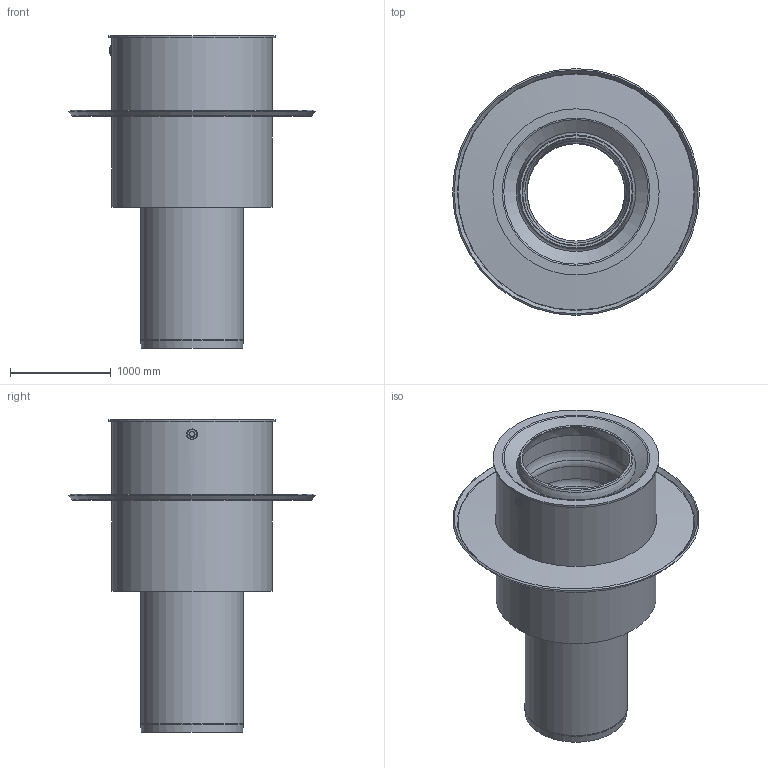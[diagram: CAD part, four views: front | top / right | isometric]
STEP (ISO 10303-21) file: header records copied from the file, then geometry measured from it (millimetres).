
FILE_DESCRIPTION(/* description */ (''),/* implementation_level */ '2;1');
FILE_NAME(/* name */ '19480.100X_3D.stp',/* time_stamp */ '2024-12-12T07:53:53+01:00',/* author */ ('CAD'),/* organization */ (''),/* preprocessor_version */ 'ST-DEVELOPER v20',/* originating_system */ 'AutoCAD Mechanical',/* authorisation */ '');
FILE_SCHEMA (('AUTOMOTIVE_DESIGN { 1 0 10303 214 3 1 1 }'));
Length unit declared in the file: centimetre
Products named in the file (2): Product; *S0
Assembly tree (1 placements, depth 2):
  Product
    *S0
Bounding box: 2450 x 2450 x 3100 mm (x, y, z)
Volume: 2068734918.8 mm3; surface area: 61283678.4 mm2
Topology: 7 solids, 7 shells, 78 faces, 183 edges, 121 vertices
Faces by surface type: torus 27, cylinder 18, cone 17, plane 15, bspline 1
Full cylindrical faces by diameter (mm): 60 x2, 67 x1, 980 x1, 1020 x2, 1060 x1, 1100 x2, 1180 x2, 1540 x2, 1590 x1, 1650 x1
Entity records: 2700 total; most frequent: CARTESIAN_POINT 714, DIRECTION 460, ORIENTED_EDGE 362, AXIS2_PLACEMENT_3D 212, EDGE_CURVE 181, CIRCLE 132, VERTEX_POINT 117, EDGE_LOOP 92
